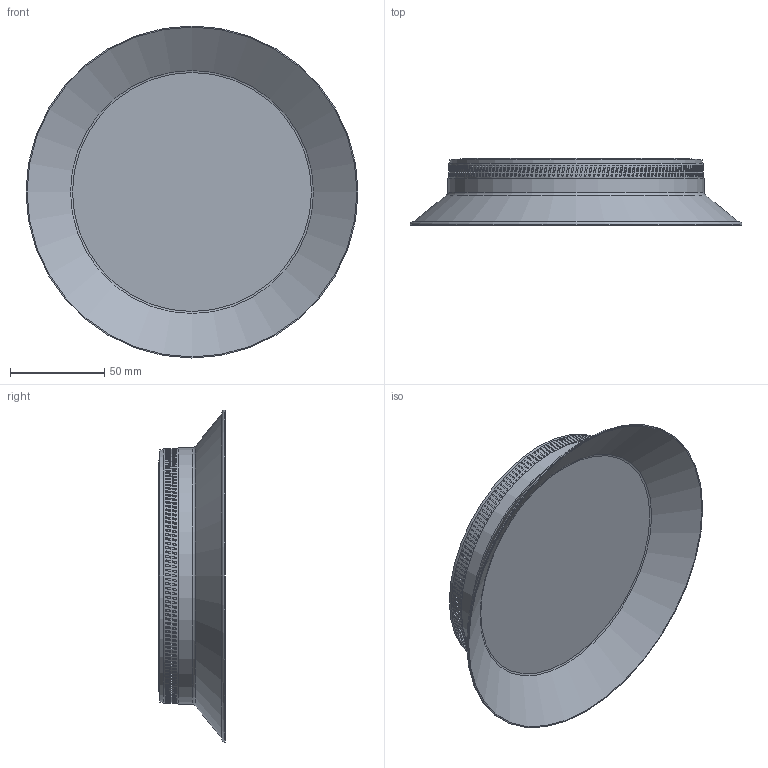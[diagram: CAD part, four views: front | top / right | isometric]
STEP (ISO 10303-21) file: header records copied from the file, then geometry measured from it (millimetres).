
FILE_DESCRIPTION(/* description */ (''),/* implementation_level */ '2;1');
FILE_NAME(/* name */ 'vz176pur.stp',/* time_stamp */ '2024-03-05T08:17:46+01:00',/* author */ ('enginyeria3'),/* organization */ (''),/* preprocessor_version */ 'ST-DEVELOPER v20',/* originating_system */ 'Autodesk Inventor 2024',/* authorisation */ '');
FILE_SCHEMA (('AUTOMOTIVE_DESIGN { 1 0 10303 214 3 1 1 }'));
Products named in the file (1): Pieza3
Bounding box: 176 x 35.42 x 176 mm (x, y, z)
Volume: 316373.5 mm3; surface area: 63452 mm2
Topology: 1 solids, 2 shells, 903 faces, 2158 edges, 1438 vertices
Faces by surface type: cylinder 534, plane 360, cone 5, torus 4
Full cylindrical faces by diameter (mm): 14.95 x1, 123.5 x1, 134 x1, 135 x1, 136.135 x1, 176 x1
Entity records: 51044 total; most frequent: CARTESIAN_POINT 30375, ORIENTED_EDGE 4316, DIRECTION 3998, EDGE_CURVE 2158, AXIS2_PLACEMENT_3D 1641, VERTEX_POINT 1438, EDGE_LOOP 1084, FACE_OUTER_BOUND 903
